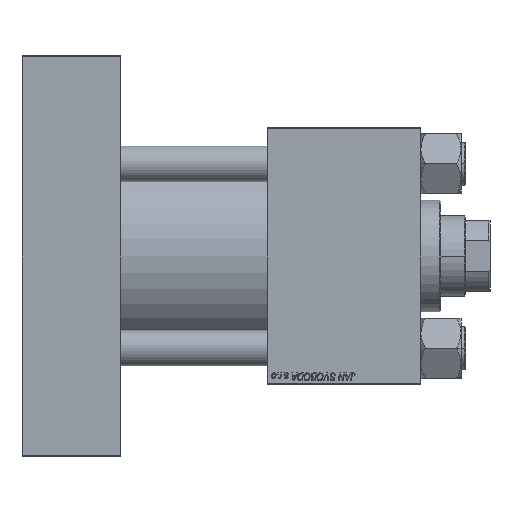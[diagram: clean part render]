
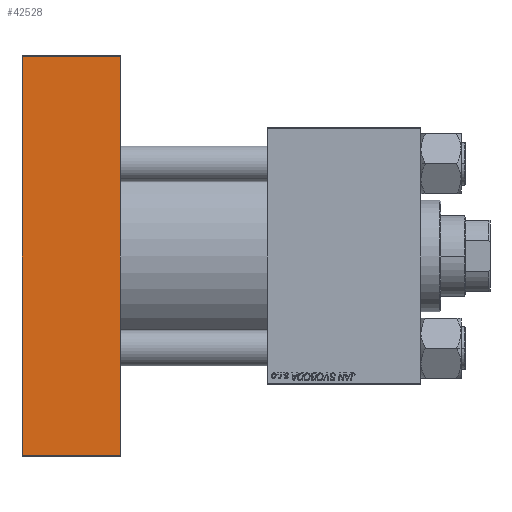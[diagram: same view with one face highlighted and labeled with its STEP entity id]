
A CAD part, front view. The second image highlights one B-rep face of the part: STEP entity #42528.
In plain terms, the highlighted planar face has unit normal (0, -1, 0).
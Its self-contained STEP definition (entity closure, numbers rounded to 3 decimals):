
#1862 = DIRECTION ( 'NONE',  ( 0., 0., 1. ) ) ;
#5234 = ORIENTED_EDGE ( 'NONE', *, *, #28351, .F. ) ;
#5313 = VERTEX_POINT ( 'NONE', #40126 ) ;
#6512 = CARTESIAN_POINT ( 'NONE',  ( 44., -57.5, 89.5 ) ) ;
#6916 = VECTOR ( 'NONE', #8172, 1000. ) ;
#8172 = DIRECTION ( 'NONE',  ( 0., 0., -1. ) ) ;
#10255 = LINE ( 'NONE', #26450, #30758 ) ;
#10361 = PLANE ( 'NONE',  #16634 ) ;
#10936 = CARTESIAN_POINT ( 'NONE',  ( 0., -57.5, 90. ) ) ;
#11204 = LINE ( 'NONE', #10936, #35247 ) ;
#11468 = VECTOR ( 'NONE', #41891, 1000. ) ;
#14074 = FACE_OUTER_BOUND ( 'NONE', #15777, .T. ) ;
#14852 = CARTESIAN_POINT ( 'NONE',  ( 44., -57.5, 90. ) ) ;
#15777 = EDGE_LOOP ( 'NONE', ( #20160, #45287, #5234, #26647 ) ) ;
#16634 = AXIS2_PLACEMENT_3D ( 'NONE', #14852, #38520, #1862 ) ;
#20160 = ORIENTED_EDGE ( 'NONE', *, *, #36965, .T. ) ;
#23633 = CARTESIAN_POINT ( 'NONE',  ( 44., -57.5, -89.5 ) ) ;
#25693 = CARTESIAN_POINT ( 'NONE',  ( 44., -57.5, 89.5 ) ) ;
#25721 = EDGE_CURVE ( 'NONE', #49673, #35986, #10255, .T. ) ;
#26450 = CARTESIAN_POINT ( 'NONE',  ( 44., -57.5, -89.5 ) ) ;
#26647 = ORIENTED_EDGE ( 'NONE', *, *, #36356, .T. ) ;
#26859 = LINE ( 'NONE', #44554, #6916 ) ;
#28351 = EDGE_CURVE ( 'NONE', #34132, #35986, #26859, .T. ) ;
#30758 = VECTOR ( 'NONE', #42653, 1000. ) ;
#34132 = VERTEX_POINT ( 'NONE', #6512 ) ;
#35247 = VECTOR ( 'NONE', #39100, 1000. ) ;
#35986 = VERTEX_POINT ( 'NONE', #23633 ) ;
#36356 = EDGE_CURVE ( 'NONE', #34132, #5313, #45873, .T. ) ;
#36965 = EDGE_CURVE ( 'NONE', #5313, #49673, #11204, .T. ) ;
#38520 = DIRECTION ( 'NONE',  ( 0., 1., 0. ) ) ;
#39100 = DIRECTION ( 'NONE',  ( 0., 0., -1. ) ) ;
#40126 = CARTESIAN_POINT ( 'NONE',  ( 0., -57.5, 89.5 ) ) ;
#41891 = DIRECTION ( 'NONE',  ( -1., 0., 0. ) ) ;
#42528 = ADVANCED_FACE ( 'NONE', ( #14074 ), #10361, .F. ) ;
#42653 = DIRECTION ( 'NONE',  ( 1., 0., 0. ) ) ;
#44554 = CARTESIAN_POINT ( 'NONE',  ( 44., -57.5, 90. ) ) ;
#45287 = ORIENTED_EDGE ( 'NONE', *, *, #25721, .T. ) ;
#45322 = CARTESIAN_POINT ( 'NONE',  ( 0., -57.5, -89.5 ) ) ;
#45873 = LINE ( 'NONE', #25693, #11468 ) ;
#49673 = VERTEX_POINT ( 'NONE', #45322 ) ;
